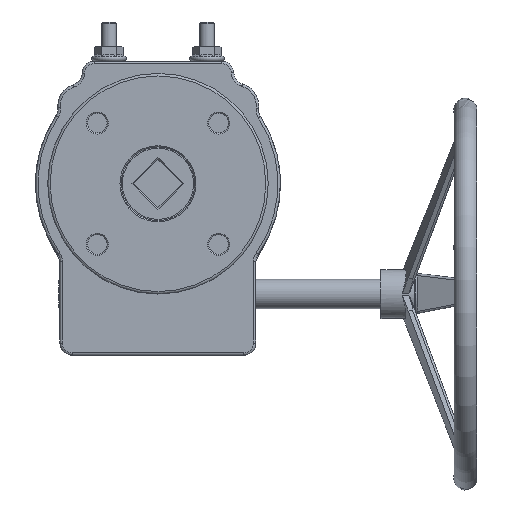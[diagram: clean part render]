
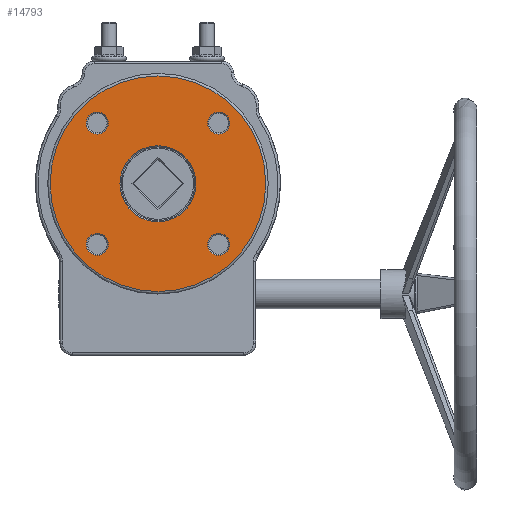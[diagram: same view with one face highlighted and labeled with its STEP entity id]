
A CAD part, front view. The second image highlights one B-rep face of the part: STEP entity #14793.
In plain terms, the highlighted planar face has unit normal (0, -1, 0).
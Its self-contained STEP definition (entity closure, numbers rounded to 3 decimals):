
#380=CIRCLE('',#15803,44.);
#384=CIRCLE('',#15808,4.5);
#385=CIRCLE('',#15809,4.5);
#386=CIRCLE('',#15810,15.5);
#387=CIRCLE('',#15811,4.5);
#388=CIRCLE('',#15812,4.5);
#1458=FACE_BOUND('',#2708,.T.);
#1459=FACE_BOUND('',#2709,.T.);
#1460=FACE_BOUND('',#2710,.T.);
#1461=FACE_BOUND('',#2711,.T.);
#1462=FACE_BOUND('',#2712,.T.);
#1848=FACE_OUTER_BOUND('',#2707,.T.);
#2707=EDGE_LOOP('',(#10415));
#2708=EDGE_LOOP('',(#10416));
#2709=EDGE_LOOP('',(#10417));
#2710=EDGE_LOOP('',(#10418));
#2711=EDGE_LOOP('',(#10419));
#2712=EDGE_LOOP('',(#10420));
#6587=VERTEX_POINT('',#20926);
#6590=VERTEX_POINT('',#20934);
#6591=VERTEX_POINT('',#20936);
#6592=VERTEX_POINT('',#20938);
#6593=VERTEX_POINT('',#20940);
#6594=VERTEX_POINT('',#20942);
#8057=EDGE_CURVE('',#6587,#6587,#380,.T.);
#8061=EDGE_CURVE('',#6590,#6590,#384,.T.);
#8062=EDGE_CURVE('',#6591,#6591,#385,.T.);
#8063=EDGE_CURVE('',#6592,#6592,#386,.T.);
#8064=EDGE_CURVE('',#6593,#6593,#387,.T.);
#8065=EDGE_CURVE('',#6594,#6594,#388,.T.);
#10415=ORIENTED_EDGE('',*,*,#8057,.F.);
#10416=ORIENTED_EDGE('',*,*,#8061,.F.);
#10417=ORIENTED_EDGE('',*,*,#8062,.F.);
#10418=ORIENTED_EDGE('',*,*,#8063,.F.);
#10419=ORIENTED_EDGE('',*,*,#8064,.F.);
#10420=ORIENTED_EDGE('',*,*,#8065,.F.);
#14379=PLANE('',#15807);
#14793=ADVANCED_FACE('',(#1848,#1458,#1459,#1460,#1461,#1462),#14379,.T.);
#15803=AXIS2_PLACEMENT_3D('',#20927,#17043,#17044);
#15807=AXIS2_PLACEMENT_3D('',#20933,#17051,#17052);
#15808=AXIS2_PLACEMENT_3D('',#20935,#17053,#17054);
#15809=AXIS2_PLACEMENT_3D('',#20937,#17055,#17056);
#15810=AXIS2_PLACEMENT_3D('',#20939,#17057,#17058);
#15811=AXIS2_PLACEMENT_3D('',#20941,#17059,#17060);
#15812=AXIS2_PLACEMENT_3D('',#20943,#17061,#17062);
#17043=DIRECTION('center_axis',(0.,1.,0.));
#17044=DIRECTION('ref_axis',(1.,0.,0.));
#17051=DIRECTION('center_axis',(0.,-1.,0.));
#17052=DIRECTION('ref_axis',(0.,0.,-1.));
#17053=DIRECTION('center_axis',(0.,-1.,0.));
#17054=DIRECTION('ref_axis',(1.,0.,0.));
#17055=DIRECTION('center_axis',(0.,-1.,0.));
#17056=DIRECTION('ref_axis',(1.,0.,0.));
#17057=DIRECTION('center_axis',(0.,-1.,0.));
#17058=DIRECTION('ref_axis',(1.,0.,0.));
#17059=DIRECTION('center_axis',(0.,-1.,0.));
#17060=DIRECTION('ref_axis',(1.,0.,0.));
#17061=DIRECTION('center_axis',(0.,-1.,0.));
#17062=DIRECTION('ref_axis',(1.,0.,0.));
#20926=CARTESIAN_POINT('',(0.,-44.,44.));
#20927=CARTESIAN_POINT('Origin',(0.,-44.,0.));
#20933=CARTESIAN_POINT('Origin',(0.,-44.,0.));
#20934=CARTESIAN_POINT('',(-29.249,-44.,24.749));
#20935=CARTESIAN_POINT('Origin',(-24.749,-44.,24.749));
#20936=CARTESIAN_POINT('',(20.249,-44.,-24.749));
#20937=CARTESIAN_POINT('Origin',(24.749,-44.,-24.749));
#20938=CARTESIAN_POINT('',(-15.5,-44.,0.));
#20939=CARTESIAN_POINT('Origin',(0.,-44.,0.));
#20940=CARTESIAN_POINT('',(-29.249,-44.,-24.749));
#20941=CARTESIAN_POINT('Origin',(-24.749,-44.,-24.749));
#20942=CARTESIAN_POINT('',(20.249,-44.,24.749));
#20943=CARTESIAN_POINT('Origin',(24.749,-44.,24.749));
